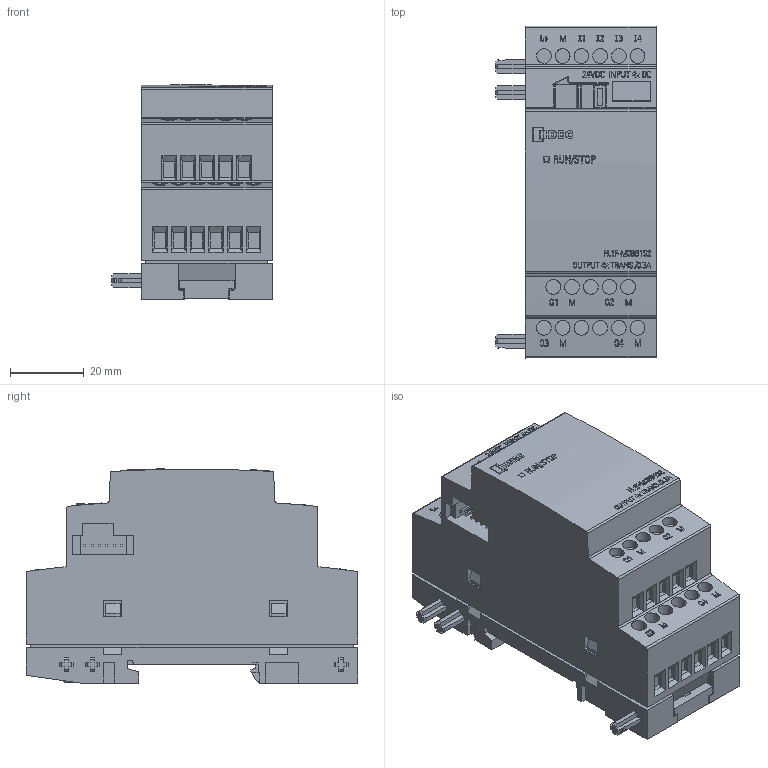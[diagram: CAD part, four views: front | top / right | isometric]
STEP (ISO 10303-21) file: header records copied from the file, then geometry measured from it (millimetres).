
FILE_DESCRIPTION (( 'STEP AP203' ), '1' );
FILE_NAME ('FL1F-M08B1S2_3d.STEP', '2016-08-25T11:45:12', ( '' ), ( '' ), 'SwSTEP 2.0', 'SolidWorks 2014', '' );
FILE_SCHEMA (( 'CONFIG_CONTROL_DESIGN' ));
Length unit declared in the file: millimetre
Products named in the file (4): A5E36486418A_001; FL1F-M08B1S2_3d; A5E36451558A_001; A5E36451535A_001_2
Assembly tree (3 placements, depth 2):
  FL1F-M08B1S2_3d
    A5E36486418A_001
    A5E36451558A_001
    A5E36451535A_001_2
Bounding box: 43.5 x 90 x 58.12 mm (x, y, z)
Volume: 144478.9 mm3; surface area: 25890.8 mm2
Topology: 84 solids, 85 shells, 1689 faces, 4233 edges, 2778 vertices
Faces by surface type: plane 1307, bspline 289, cylinder 93
Entity records: 66070 total; most frequent: CARTESIAN_POINT 27619, ORIENTED_EDGE 8454, DIRECTION 6325, EDGE_CURVE 4227, LINE 3411, VECTOR 3411, VERTEX_POINT 2778, EDGE_LOOP 1821
